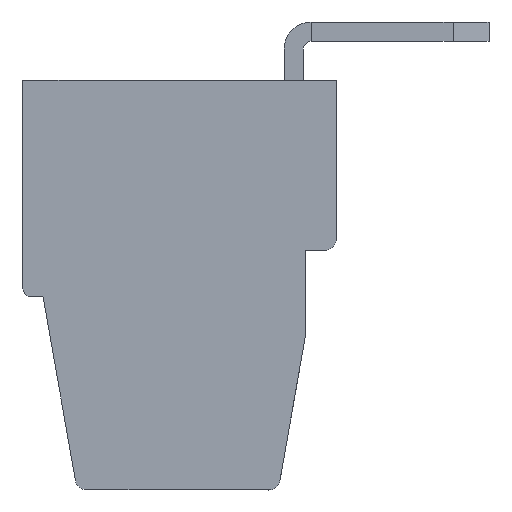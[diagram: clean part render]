
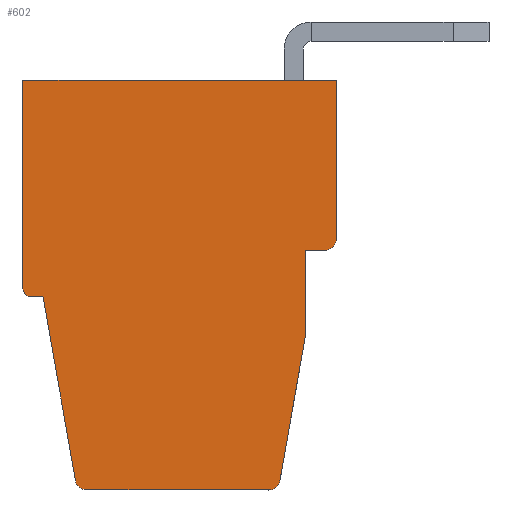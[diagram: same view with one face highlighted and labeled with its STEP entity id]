
A CAD part, left-side view. The second image highlights one B-rep face of the part: STEP entity #602.
In plain terms, the highlighted planar face has unit normal (-1, 0, 0).
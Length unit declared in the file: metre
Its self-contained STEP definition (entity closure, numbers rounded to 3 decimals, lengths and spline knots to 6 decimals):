
#602=ADVANCED_FACE('',(#1264),#1265,.F.);
#1264=FACE_OUTER_BOUND('',#1981,.T.);
#1265=PLANE('',#1982);
#1981=EDGE_LOOP('',(#3745,#3746,#3747,#3748,#3749,#3750,#3751,#3752,#3753,#3754,#3755,#3756,#3757));
#1982=AXIS2_PLACEMENT_3D('',#3758,#3759,#3760);
#3745=ORIENTED_EDGE('',*,*,#4441,.F.);
#3746=ORIENTED_EDGE('',*,*,#4364,.F.);
#3747=ORIENTED_EDGE('',*,*,#4360,.F.);
#3748=ORIENTED_EDGE('',*,*,#4376,.F.);
#3749=ORIENTED_EDGE('',*,*,#4932,.F.);
#3750=ORIENTED_EDGE('',*,*,#4929,.F.);
#3751=ORIENTED_EDGE('',*,*,#4388,.F.);
#3752=ORIENTED_EDGE('',*,*,#4417,.F.);
#3753=ORIENTED_EDGE('',*,*,#4322,.F.);
#3754=ORIENTED_EDGE('',*,*,#4331,.F.);
#3755=ORIENTED_EDGE('',*,*,#4335,.F.);
#3756=ORIENTED_EDGE('',*,*,#4339,.F.);
#3757=ORIENTED_EDGE('',*,*,#4343,.F.);
#3758=CARTESIAN_POINT('',(-0.023498,0.042606,-0.005397));
#3759=DIRECTION('',(1.0,0.,0.));
#3760=DIRECTION('',(0.,-1.0,0.));
#4322=EDGE_CURVE('',#5182,#5184,#5185,.T.);
#4331=EDGE_CURVE('',#5199,#5182,#5201,.T.);
#4335=EDGE_CURVE('',#5205,#5199,#5207,.T.);
#4339=EDGE_CURVE('',#5211,#5205,#5213,.T.);
#4343=EDGE_CURVE('',#5217,#5211,#5219,.T.);
#4360=EDGE_CURVE('',#5246,#5248,#5249,.T.);
#4364=EDGE_CURVE('',#5248,#5254,#5255,.T.);
#4376=EDGE_CURVE('',#5274,#5246,#5276,.T.);
#4388=EDGE_CURVE('',#5296,#5298,#5299,.T.);
#4417=EDGE_CURVE('',#5184,#5296,#5353,.T.);
#4441=EDGE_CURVE('',#5254,#5217,#5397,.T.);
#4929=EDGE_CURVE('',#5298,#6105,#6108,.T.);
#4932=EDGE_CURVE('',#6105,#5274,#6111,.T.);
#5182=VERTEX_POINT('',#6460);
#5184=VERTEX_POINT('',#6463);
#5185=LINE('',#6464,#6465);
#5199=VERTEX_POINT('',#6485);
#5201=CIRCLE('',#6488,0.0002);
#5205=VERTEX_POINT('',#6492);
#5207=LINE('',#6495,#6496);
#5211=VERTEX_POINT('',#6501);
#5213=LINE('',#6504,#6505);
#5217=VERTEX_POINT('',#6510);
#5219=CIRCLE('',#6513,0.0003);
#5246=VERTEX_POINT('',#6549);
#5248=VERTEX_POINT('',#6552);
#5249=LINE('',#6553,#6554);
#5254=VERTEX_POINT('',#6561);
#5255=CIRCLE('',#6562,0.0003);
#5274=VERTEX_POINT('',#6589);
#5276=LINE('',#6592,#6593);
#5296=VERTEX_POINT('',#6622);
#5298=VERTEX_POINT('',#6625);
#5299=LINE('',#6626,#6627);
#5353=LINE('',#6707,#6708);
#5397=LINE('',#6770,#6771);
#6105=VERTEX_POINT('',#7980);
#6108=CIRCLE('',#7984,0.0003);
#6111=LINE('',#7988,#7989);
#6460=CARTESIAN_POINT('',(-0.023498,0.042806,-0.005397));
#6463=CARTESIAN_POINT('',(-0.023498,0.042806,0.));
#6464=CARTESIAN_POINT('',(-0.023498,0.042806,0.));
#6465=VECTOR('',#8295,1.0);
#6485=CARTESIAN_POINT('',(-0.023498,0.042606,-0.005597));
#6488=AXIS2_PLACEMENT_3D('',#8303,#8304,#8305);
#6492=CARTESIAN_POINT('',(-0.023498,0.042288,-0.005597));
#6495=CARTESIAN_POINT('',(-0.023498,0.042606,-0.005597));
#6496=VECTOR('',#8310,1.0);
#6501=CARTESIAN_POINT('',(-0.023498,0.041449,-0.010352));
#6504=CARTESIAN_POINT('',(-0.023498,0.042288,-0.005597));
#6505=VECTOR('',#8313,1.0);
#6510=CARTESIAN_POINT('',(-0.023498,0.041154,-0.0106));
#6513=AXIS2_PLACEMENT_3D('',#8316,#8317,#8318);
#6549=CARTESIAN_POINT('',(-0.023498,0.035506,-0.00663));
#6552=CARTESIAN_POINT('',(-0.023498,0.036162,-0.010352));
#6553=CARTESIAN_POINT('',(-0.023498,0.036162,-0.010352));
#6554=VECTOR('',#8338,1.0);
#6561=CARTESIAN_POINT('',(-0.023498,0.036457,-0.0106));
#6562=AXIS2_PLACEMENT_3D('',#8341,#8342,#8343);
#6589=CARTESIAN_POINT('',(-0.023498,0.035506,-0.0044));
#6592=CARTESIAN_POINT('',(-0.023498,0.035506,-0.00663));
#6593=VECTOR('',#8356,1.0);
#6622=CARTESIAN_POINT('',(-0.023498,0.034706,0.));
#6625=CARTESIAN_POINT('',(-0.023498,0.034706,-0.0041));
#6626=CARTESIAN_POINT('',(-0.023498,0.034706,-0.0041));
#6627=VECTOR('',#8367,1.0);
#6707=CARTESIAN_POINT('',(-0.023498,0.034706,0.));
#6708=VECTOR('',#8397,1.0);
#6770=CARTESIAN_POINT('',(-0.023498,0.041154,-0.0106));
#6771=VECTOR('',#8428,1.0);
#7980=CARTESIAN_POINT('',(-0.023498,0.035006,-0.0044));
#7984=AXIS2_PLACEMENT_3D('',#8867,#8868,#8869);
#7988=CARTESIAN_POINT('',(-0.023498,0.035506,-0.0044));
#7989=VECTOR('',#8871,1.0);
#8295=DIRECTION('',(0.,0.,1.0));
#8303=CARTESIAN_POINT('',(-0.023498,0.042606,-0.005397));
#8304=DIRECTION('',(1.0,0.,0.));
#8305=DIRECTION('',(0.,-0.707,0.707));
#8310=DIRECTION('',(0.,1.0,0.));
#8313=DIRECTION('',(0.,0.174,0.985));
#8316=CARTESIAN_POINT('',(-0.023498,0.041154,-0.0103));
#8317=DIRECTION('',(1.0,0.,0.));
#8318=DIRECTION('',(0.,-0.643,0.766));
#8338=DIRECTION('',(0.,0.174,-0.985));
#8341=CARTESIAN_POINT('',(-0.023498,0.036457,-0.0103));
#8342=DIRECTION('',(1.0,0.,0.));
#8343=DIRECTION('',(0.,0.643,0.766));
#8356=DIRECTION('',(0.,0.,-1.0));
#8367=DIRECTION('',(0.,0.,-1.0));
#8397=DIRECTION('',(0.,-1.0,0.));
#8428=DIRECTION('',(0.,1.0,0.));
#8867=CARTESIAN_POINT('',(-0.023498,0.035006,-0.0041));
#8868=DIRECTION('',(1.0,0.,0.));
#8869=DIRECTION('',(0.,0.707,0.707));
#8871=DIRECTION('',(0.,1.0,0.));
